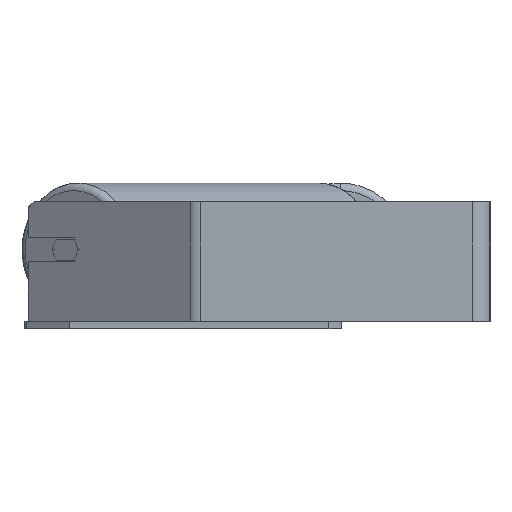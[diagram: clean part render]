
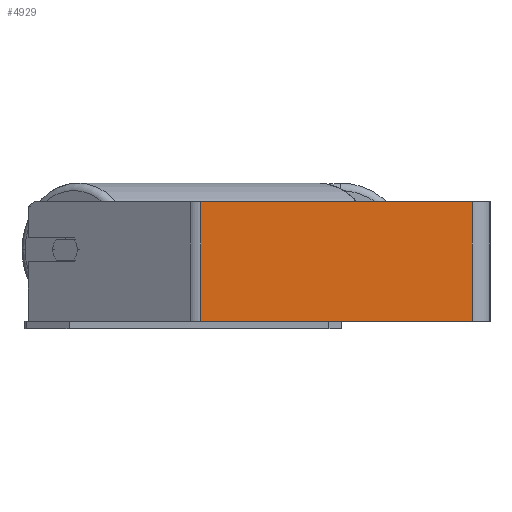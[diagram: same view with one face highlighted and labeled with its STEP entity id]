
A CAD part, left-side view. The second image highlights one B-rep face of the part: STEP entity #4929.
In plain terms, the highlighted planar face has unit normal (-1, 0, 0).
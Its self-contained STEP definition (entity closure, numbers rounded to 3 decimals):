
#55 = VECTOR ( 'NONE', #6861, 1000. ) ;
#301 = VERTEX_POINT ( 'NONE', #7459 ) ;
#1185 = CARTESIAN_POINT ( 'NONE',  ( -490., 12., 40. ) ) ;
#1206 = LINE ( 'NONE', #8914, #55 ) ;
#1426 = CARTESIAN_POINT ( 'NONE',  ( -490., 197.068, 40. ) ) ;
#1472 = ORIENTED_EDGE ( 'NONE', *, *, #8197, .T. ) ;
#1475 = CARTESIAN_POINT ( 'NONE',  ( -490., 12., 40. ) ) ;
#1504 = VERTEX_POINT ( 'NONE', #1185 ) ;
#1893 = CARTESIAN_POINT ( 'NONE',  ( -490., 193.285, 40. ) ) ;
#2003 = DIRECTION ( 'NONE',  ( 1., 0., 0. ) ) ;
#2244 = CARTESIAN_POINT ( 'NONE',  ( -490., 193.285, 40. ) ) ;
#2426 = FACE_OUTER_BOUND ( 'NONE', #7354, .T. ) ;
#2708 = PLANE ( 'NONE',  #8229 ) ;
#2844 = DIRECTION ( 'NONE',  ( 0., 0., -1. ) ) ;
#3173 = VERTEX_POINT ( 'NONE', #1893 ) ;
#3367 = DIRECTION ( 'NONE',  ( 0., -1., 0. ) ) ;
#3566 = VECTOR ( 'NONE', #2844, 1000. ) ;
#3867 = VERTEX_POINT ( 'NONE', #8762 ) ;
#4835 = LINE ( 'NONE', #7029, #4892 ) ;
#4892 = VECTOR ( 'NONE', #3367, 1000. ) ;
#4929 = ADVANCED_FACE ( 'NONE', ( #2426 ), #2708, .F. ) ;
#4940 = DIRECTION ( 'NONE',  ( 0., 0., -1. ) ) ;
#6154 = EDGE_CURVE ( 'NONE', #3173, #1504, #1206, .T. ) ;
#6172 = ORIENTED_EDGE ( 'NONE', *, *, #6154, .F. ) ;
#6318 = DIRECTION ( 'NONE',  ( 0., 0., -1. ) ) ;
#6394 = LINE ( 'NONE', #1475, #3566 ) ;
#6861 = DIRECTION ( 'NONE',  ( 0., -1., 0. ) ) ;
#7029 = CARTESIAN_POINT ( 'NONE',  ( -490., 197.068, -40. ) ) ;
#7354 = EDGE_LOOP ( 'NONE', ( #8839, #7444, #6172, #1472 ) ) ;
#7444 = ORIENTED_EDGE ( 'NONE', *, *, #8606, .F. ) ;
#7459 = CARTESIAN_POINT ( 'NONE',  ( -490., 193.285, -40. ) ) ;
#7808 = EDGE_CURVE ( 'NONE', #301, #3867, #4835, .T. ) ;
#8197 = EDGE_CURVE ( 'NONE', #3173, #301, #8246, .T. ) ;
#8229 = AXIS2_PLACEMENT_3D ( 'NONE', #1426, #2003, #4940 ) ;
#8246 = LINE ( 'NONE', #2244, #8568 ) ;
#8568 = VECTOR ( 'NONE', #6318, 1000. ) ;
#8606 = EDGE_CURVE ( 'NONE', #1504, #3867, #6394, .T. ) ;
#8762 = CARTESIAN_POINT ( 'NONE',  ( -490., 12., -40. ) ) ;
#8839 = ORIENTED_EDGE ( 'NONE', *, *, #7808, .T. ) ;
#8914 = CARTESIAN_POINT ( 'NONE',  ( -490., 197.068, 40. ) ) ;
